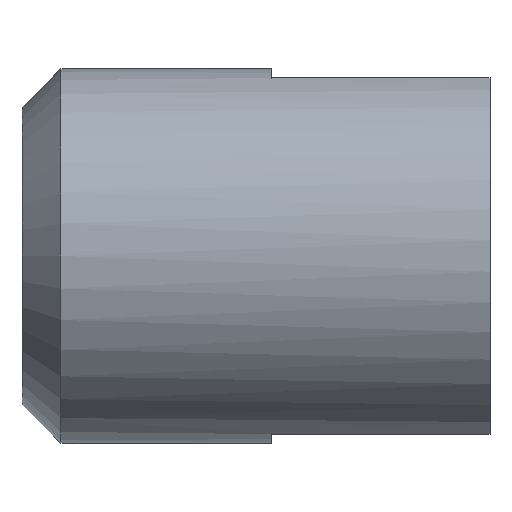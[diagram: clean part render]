
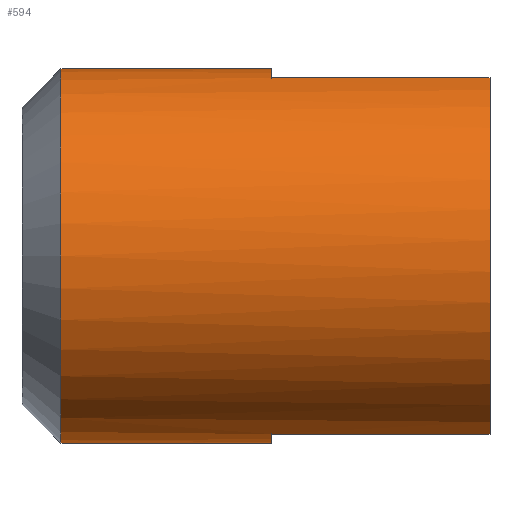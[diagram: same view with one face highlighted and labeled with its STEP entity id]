
A CAD part, left-side view. The second image highlights one B-rep face of the part: STEP entity #594.
In plain terms, the highlighted cylindrical face has radius 6 mm (diameter 12 mm), a partial arc.
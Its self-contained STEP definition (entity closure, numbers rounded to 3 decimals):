
#1 = AXIS2_PLACEMENT_3D ( 'NONE', #51, #420, #660 ) ;
#15 = CYLINDRICAL_SURFACE ( 'NONE', #192, 6. ) ;
#17 = CARTESIAN_POINT ( 'NONE',  ( 0., 7., 0. ) ) ;
#21 = CARTESIAN_POINT ( 'NONE',  ( 0., 7., -6. ) ) ;
#49 = CARTESIAN_POINT ( 'NONE',  ( -1.85, 15., -5.708 ) ) ;
#51 = CARTESIAN_POINT ( 'NONE',  ( 0., 0., 0. ) ) ;
#53 = DIRECTION ( 'NONE',  ( 0., -1., 0. ) ) ;
#62 = VECTOR ( 'NONE', #138, 1000. ) ;
#65 = LINE ( 'NONE', #49, #172 ) ;
#82 = VECTOR ( 'NONE', #200, 1000. ) ;
#88 = CARTESIAN_POINT ( 'NONE',  ( 0., 13.75, 6. ) ) ;
#106 = EDGE_CURVE ( 'NONE', #679, #275, #281, .T. ) ;
#117 = CARTESIAN_POINT ( 'NONE',  ( -1.85, 7., -5.708 ) ) ;
#118 = DIRECTION ( 'NONE',  ( 0., -1., 0. ) ) ;
#119 = AXIS2_PLACEMENT_3D ( 'NONE', #495, #496, #497 ) ;
#122 = CARTESIAN_POINT ( 'NONE',  ( -1.85, 0., -5.708 ) ) ;
#123 = CARTESIAN_POINT ( 'NONE',  ( 0., 15., -6. ) ) ;
#128 = LINE ( 'NONE', #123, #62 ) ;
#138 = DIRECTION ( 'NONE',  ( 0., -1., 0. ) ) ;
#172 = VECTOR ( 'NONE', #53, 1000. ) ;
#192 = AXIS2_PLACEMENT_3D ( 'NONE', #322, #118, #307 ) ;
#200 = DIRECTION ( 'NONE',  ( 0., -1., 0. ) ) ;
#209 = LINE ( 'NONE', #289, #390 ) ;
#221 = AXIS2_PLACEMENT_3D ( 'NONE', #17, #305, #396 ) ;
#223 = EDGE_CURVE ( 'NONE', #577, #603, #550, .T. ) ;
#242 = ORIENTED_EDGE ( 'NONE', *, *, #106, .F. ) ;
#257 = EDGE_LOOP ( 'NONE', ( #271, #622, #301, #604, #569, #310, #630, #242 ) ) ;
#271 = ORIENTED_EDGE ( 'NONE', *, *, #466, .F. ) ;
#272 = CARTESIAN_POINT ( 'NONE',  ( 0., 15., 6. ) ) ;
#275 = VERTEX_POINT ( 'NONE', #586 ) ;
#278 = EDGE_CURVE ( 'NONE', #601, #605, #347, .T. ) ;
#281 = CIRCLE ( 'NONE', #119, 6. ) ;
#289 = CARTESIAN_POINT ( 'NONE',  ( -1.85, 15., 5.708 ) ) ;
#301 = ORIENTED_EDGE ( 'NONE', *, *, #414, .T. ) ;
#305 = DIRECTION ( 'NONE',  ( 0., -1., 0. ) ) ;
#307 = DIRECTION ( 'NONE',  ( 0., 0., -1. ) ) ;
#310 = ORIENTED_EDGE ( 'NONE', *, *, #278, .T. ) ;
#319 = VERTEX_POINT ( 'NONE', #117 ) ;
#322 = CARTESIAN_POINT ( 'NONE',  ( 0., 15., 0. ) ) ;
#336 = CARTESIAN_POINT ( 'NONE',  ( -1.85, 0., 5.708 ) ) ;
#341 = FACE_OUTER_BOUND ( 'NONE', #257, .T. ) ;
#347 = CIRCLE ( 'NONE', #1, 6. ) ;
#377 = DIRECTION ( 'NONE',  ( 0., 1., 0. ) ) ;
#390 = VECTOR ( 'NONE', #377, 1000. ) ;
#396 = DIRECTION ( 'NONE',  ( 0., 0., -1. ) ) ;
#414 = EDGE_CURVE ( 'NONE', #603, #576, #128, .T. ) ;
#420 = DIRECTION ( 'NONE',  ( 0., 1., 0. ) ) ;
#466 = EDGE_CURVE ( 'NONE', #577, #679, #560, .T. ) ;
#495 = CARTESIAN_POINT ( 'NONE',  ( 0., 7., 0. ) ) ;
#496 = DIRECTION ( 'NONE',  ( 0., -1., 0. ) ) ;
#497 = DIRECTION ( 'NONE',  ( 0., 0., -1. ) ) ;
#518 = CARTESIAN_POINT ( 'NONE',  ( 0., 13.75, 0. ) ) ;
#521 = DIRECTION ( 'NONE',  ( 0., -1., 0. ) ) ;
#523 = DIRECTION ( 'NONE',  ( 0., 0., 1. ) ) ;
#525 = AXIS2_PLACEMENT_3D ( 'NONE', #518, #521, #523 ) ;
#542 = EDGE_CURVE ( 'NONE', #319, #601, #65, .T. ) ;
#550 = CIRCLE ( 'NONE', #525, 6. ) ;
#551 = CARTESIAN_POINT ( 'NONE',  ( 0., 7., 6. ) ) ;
#560 = LINE ( 'NONE', #272, #82 ) ;
#569 = ORIENTED_EDGE ( 'NONE', *, *, #542, .T. ) ;
#576 = VERTEX_POINT ( 'NONE', #21 ) ;
#577 = VERTEX_POINT ( 'NONE', #88 ) ;
#586 = CARTESIAN_POINT ( 'NONE',  ( -1.85, 7., 5.708 ) ) ;
#594 = ADVANCED_FACE ( 'NONE', ( #341 ), #15, .T. ) ;
#601 = VERTEX_POINT ( 'NONE', #122 ) ;
#603 = VERTEX_POINT ( 'NONE', #661 ) ;
#604 = ORIENTED_EDGE ( 'NONE', *, *, #683, .F. ) ;
#605 = VERTEX_POINT ( 'NONE', #336 ) ;
#622 = ORIENTED_EDGE ( 'NONE', *, *, #223, .T. ) ;
#630 = ORIENTED_EDGE ( 'NONE', *, *, #665, .T. ) ;
#645 = CIRCLE ( 'NONE', #221, 6. ) ;
#660 = DIRECTION ( 'NONE',  ( 0., 0., 1. ) ) ;
#661 = CARTESIAN_POINT ( 'NONE',  ( 0., 13.75, -6. ) ) ;
#665 = EDGE_CURVE ( 'NONE', #605, #275, #209, .T. ) ;
#679 = VERTEX_POINT ( 'NONE', #551 ) ;
#683 = EDGE_CURVE ( 'NONE', #319, #576, #645, .T. ) ;
